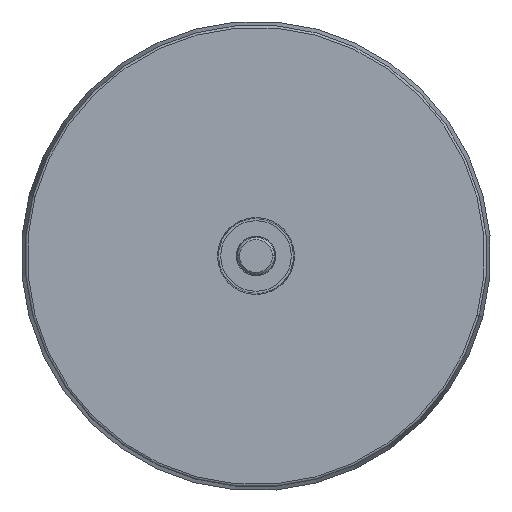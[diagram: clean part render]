
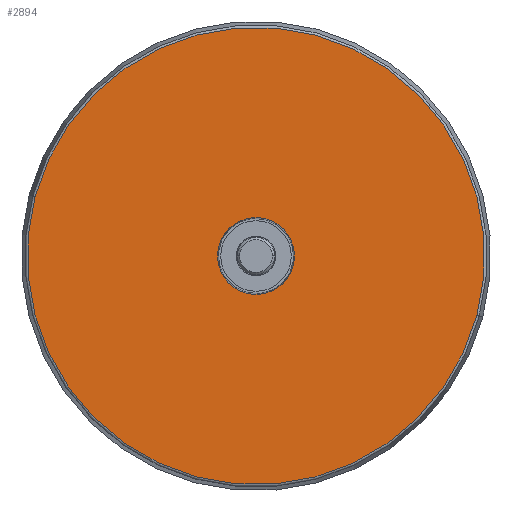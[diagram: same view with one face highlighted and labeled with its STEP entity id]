
A CAD part, front view. The second image highlights one B-rep face of the part: STEP entity #2894.
In plain terms, the highlighted planar face has unit normal (0, -1, 0).
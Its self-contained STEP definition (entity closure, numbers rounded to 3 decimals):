
#189 = DIRECTION ( 'NONE',  ( 0., 0., 1. ) ) ;
#264 = VERTEX_POINT ( 'NONE', #2328 ) ;
#282 = AXIS2_PLACEMENT_3D ( 'NONE', #3775, #4197, #189 ) ;
#312 = CARTESIAN_POINT ( 'NONE',  ( -8.168, -5., 0. ) ) ;
#378 = AXIS2_PLACEMENT_3D ( 'NONE', #2087, #3230, #3625 ) ;
#761 = EDGE_CURVE ( 'NONE', #809, #1686, #3214, .T. ) ;
#809 = VERTEX_POINT ( 'NONE', #1417 ) ;
#868 = EDGE_CURVE ( 'NONE', #1686, #809, #3722, .T. ) ;
#887 = CIRCLE ( 'NONE', #378, 48.699 ) ;
#1095 = DIRECTION ( 'NONE',  ( 0., 1., 0. ) ) ;
#1225 = DIRECTION ( 'NONE',  ( 1., 0., 0. ) ) ;
#1417 = CARTESIAN_POINT ( 'NONE',  ( 8.168, -5., 0. ) ) ;
#1583 = EDGE_LOOP ( 'NONE', ( #3916, #4986 ) ) ;
#1601 = CIRCLE ( 'NONE', #282, 48.699 ) ;
#1686 = VERTEX_POINT ( 'NONE', #312 ) ;
#2018 = CARTESIAN_POINT ( 'NONE',  ( 0., -5., 0. ) ) ;
#2087 = CARTESIAN_POINT ( 'NONE',  ( 0., -5., 0. ) ) ;
#2266 = CARTESIAN_POINT ( 'NONE',  ( -40.325, -5., 40.353 ) ) ;
#2308 = FACE_OUTER_BOUND ( 'NONE', #1583, .T. ) ;
#2328 = CARTESIAN_POINT ( 'NONE',  ( 0., -5., 48.699 ) ) ;
#2394 = VERTEX_POINT ( 'NONE', #2635 ) ;
#2635 = CARTESIAN_POINT ( 'NONE',  ( 0., -5., -48.699 ) ) ;
#2747 = PLANE ( 'NONE',  #2946 ) ;
#2894 = ADVANCED_FACE ( 'NONE', ( #4719, #2308 ), #2747, .F. ) ;
#2946 = AXIS2_PLACEMENT_3D ( 'NONE', #2266, #1095, #3113 ) ;
#3113 = DIRECTION ( 'NONE',  ( 1., 0., 0. ) ) ;
#3214 = CIRCLE ( 'NONE', #5051, 8.168 ) ;
#3230 = DIRECTION ( 'NONE',  ( 0., 1., 0. ) ) ;
#3421 = EDGE_LOOP ( 'NONE', ( #4672, #5108 ) ) ;
#3625 = DIRECTION ( 'NONE',  ( 0., 0., 1. ) ) ;
#3722 = CIRCLE ( 'NONE', #3803, 8.168 ) ;
#3775 = CARTESIAN_POINT ( 'NONE',  ( 0., -5., 0. ) ) ;
#3803 = AXIS2_PLACEMENT_3D ( 'NONE', #2018, #4363, #1225 ) ;
#3823 = DIRECTION ( 'NONE',  ( 1., 0., 0. ) ) ;
#3872 = CARTESIAN_POINT ( 'NONE',  ( 0., -5., 0. ) ) ;
#3889 = EDGE_CURVE ( 'NONE', #264, #2394, #1601, .T. ) ;
#3916 = ORIENTED_EDGE ( 'NONE', *, *, #3889, .F. ) ;
#4197 = DIRECTION ( 'NONE',  ( 0., 1., 0. ) ) ;
#4363 = DIRECTION ( 'NONE',  ( 0., -1., 0. ) ) ;
#4672 = ORIENTED_EDGE ( 'NONE', *, *, #761, .F. ) ;
#4719 = FACE_BOUND ( 'NONE', #3421, .T. ) ;
#4912 = EDGE_CURVE ( 'NONE', #2394, #264, #887, .T. ) ;
#4986 = ORIENTED_EDGE ( 'NONE', *, *, #4912, .F. ) ;
#5043 = DIRECTION ( 'NONE',  ( 0., -1., 0. ) ) ;
#5051 = AXIS2_PLACEMENT_3D ( 'NONE', #3872, #5043, #3823 ) ;
#5108 = ORIENTED_EDGE ( 'NONE', *, *, #868, .F. ) ;
